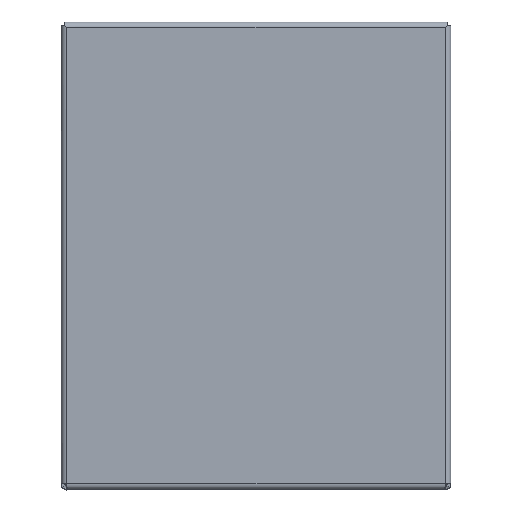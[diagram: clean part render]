
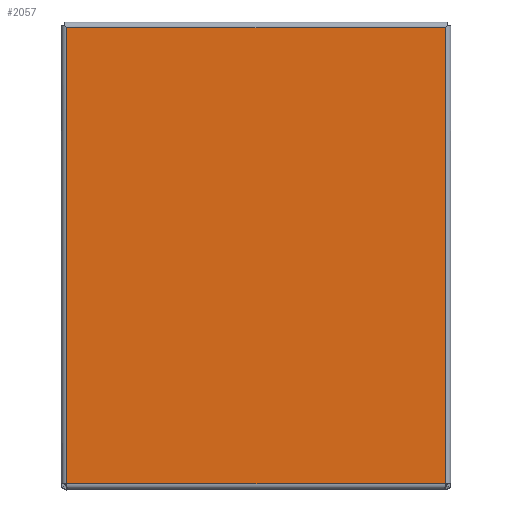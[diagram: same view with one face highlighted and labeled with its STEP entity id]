
A CAD part, top view. The second image highlights one B-rep face of the part: STEP entity #2057.
In plain terms, the highlighted planar face has unit normal (0, 0, 1).
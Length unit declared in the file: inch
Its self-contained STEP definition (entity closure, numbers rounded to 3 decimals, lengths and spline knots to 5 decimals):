
#3 = EDGE_CURVE ( 'NONE', #816, #1458, #319, .T. ) ;
#188 = EDGE_CURVE ( 'NONE', #1261, #816, #1725, .T. ) ;
#219 = CARTESIAN_POINT ( 'NONE',  ( 0.143, 11.762, 8. ) ) ;
#319 = LINE ( 'NONE', #1496, #1307 ) ;
#368 = AXIS2_PLACEMENT_3D ( 'NONE', #1685, #1469, #1838 ) ;
#469 = VERTEX_POINT ( 'NONE', #1530 ) ;
#487 = LINE ( 'NONE', #1289, #2133 ) ;
#546 = ORIENTED_EDGE ( 'NONE', *, *, #1700, .T. ) ;
#606 = CARTESIAN_POINT ( 'NONE',  ( 0., 11.762, 8. ) ) ;
#686 = FACE_OUTER_BOUND ( 'NONE', #2402, .T. ) ;
#816 = VERTEX_POINT ( 'NONE', #1500 ) ;
#847 = ORIENTED_EDGE ( 'NONE', *, *, #1853, .T. ) ;
#848 = DIRECTION ( 'NONE',  ( -1., 0., 0. ) ) ;
#921 = PLANE ( 'NONE',  #368 ) ;
#936 = DIRECTION ( 'NONE',  ( 0., -1., 0. ) ) ;
#1154 = CARTESIAN_POINT ( 'NONE',  ( 0.143, 0., 8. ) ) ;
#1261 = VERTEX_POINT ( 'NONE', #219 ) ;
#1283 = DIRECTION ( 'NONE',  ( 1., 0., 0. ) ) ;
#1289 = CARTESIAN_POINT ( 'NONE',  ( 9.857, 0., 8. ) ) ;
#1307 = VECTOR ( 'NONE', #1283, 39.37008 ) ;
#1458 = VERTEX_POINT ( 'NONE', #1970 ) ;
#1469 = DIRECTION ( 'NONE',  ( 0., 0., 1. ) ) ;
#1496 = CARTESIAN_POINT ( 'NONE',  ( 0., 0.048, 8. ) ) ;
#1500 = CARTESIAN_POINT ( 'NONE',  ( 0.143, 0.048, 8. ) ) ;
#1530 = CARTESIAN_POINT ( 'NONE',  ( 9.857, 11.762, 8. ) ) ;
#1550 = VECTOR ( 'NONE', #848, 39.37008 ) ;
#1685 = CARTESIAN_POINT ( 'NONE',  ( 0., 0., 8. ) ) ;
#1700 = EDGE_CURVE ( 'NONE', #1458, #469, #487, .T. ) ;
#1725 = LINE ( 'NONE', #1154, #1880 ) ;
#1786 = ORIENTED_EDGE ( 'NONE', *, *, #3, .T. ) ;
#1838 = DIRECTION ( 'NONE',  ( 1., 0., 0. ) ) ;
#1853 = EDGE_CURVE ( 'NONE', #469, #1261, #2010, .T. ) ;
#1880 = VECTOR ( 'NONE', #936, 39.37008 ) ;
#1970 = CARTESIAN_POINT ( 'NONE',  ( 9.857, 0.048, 8. ) ) ;
#2010 = LINE ( 'NONE', #606, #1550 ) ;
#2057 = ADVANCED_FACE ( 'NONE', ( #686 ), #921, .T. ) ;
#2133 = VECTOR ( 'NONE', #2278, 39.37008 ) ;
#2152 = ORIENTED_EDGE ( 'NONE', *, *, #188, .T. ) ;
#2278 = DIRECTION ( 'NONE',  ( 0., 1., 0. ) ) ;
#2402 = EDGE_LOOP ( 'NONE', ( #546, #847, #2152, #1786 ) ) ;
